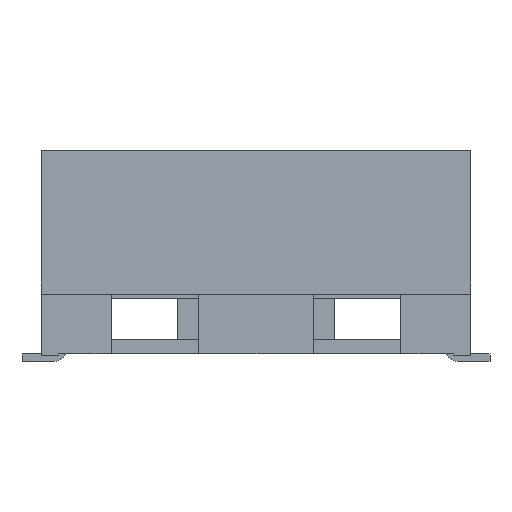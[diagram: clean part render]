
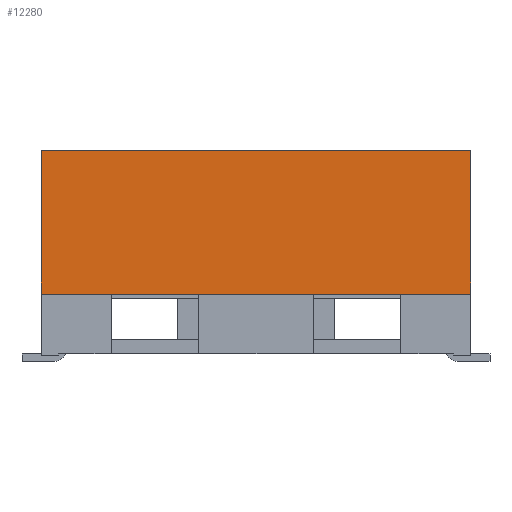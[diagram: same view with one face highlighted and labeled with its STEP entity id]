
A CAD part, front view. The second image highlights one B-rep face of the part: STEP entity #12280.
In plain terms, the highlighted face is planar.
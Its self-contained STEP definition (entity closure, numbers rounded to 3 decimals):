
#246=LINE('',#17525,#1672);
#247=LINE('',#17528,#1673);
#248=LINE('',#17530,#1674);
#249=LINE('',#17532,#1675);
#1672=VECTOR('',#13814,1000.);
#1673=VECTOR('',#13815,1000.);
#1674=VECTOR('',#13816,1000.);
#1675=VECTOR('',#13817,1000.);
#3316=ORIENTED_EDGE('',*,*,#6538,.T.);
#3317=ORIENTED_EDGE('',*,*,#6539,.F.);
#3318=ORIENTED_EDGE('',*,*,#6540,.F.);
#3319=ORIENTED_EDGE('',*,*,#6541,.T.);
#6538=EDGE_CURVE('',#8148,#8149,#246,.T.);
#6539=EDGE_CURVE('',#8150,#8149,#247,.T.);
#6540=EDGE_CURVE('',#8151,#8150,#248,.T.);
#6541=EDGE_CURVE('',#8151,#8148,#249,.T.);
#8148=VERTEX_POINT('',#17526);
#8149=VERTEX_POINT('',#17527);
#8150=VERTEX_POINT('',#17529);
#8151=VERTEX_POINT('',#17531);
#9270=EDGE_LOOP('',(#3316,#3317,#3318,#3319));
#9942=FACE_BOUND('',#9270,.T.);
#10603=PLANE('',#12966);
#12280=ADVANCED_FACE('',(#9942),#10603,.F.);
#12966=AXIS2_PLACEMENT_3D('',#17524,#13812,#13813);
#13812=DIRECTION('',(-1.,0.,0.));
#13813=DIRECTION('',(0.,0.,1.));
#13814=DIRECTION('',(0.,0.,1.));
#13815=DIRECTION('',(0.,1.,0.));
#13816=DIRECTION('',(0.,0.,1.));
#13817=DIRECTION('',(0.,1.,0.));
#17524=CARTESIAN_POINT('',(9.145,-7.35,2.1));
#17525=CARTESIAN_POINT('',(9.145,7.35,2.1));
#17526=CARTESIAN_POINT('',(9.145,7.35,2.1));
#17527=CARTESIAN_POINT('',(9.145,7.35,7.));
#17528=CARTESIAN_POINT('',(9.145,-7.35,7.));
#17529=CARTESIAN_POINT('',(9.145,-7.35,7.));
#17530=CARTESIAN_POINT('',(9.145,-7.35,2.1));
#17531=CARTESIAN_POINT('',(9.145,-7.35,2.1));
#17532=CARTESIAN_POINT('',(9.145,-7.35,2.1));
